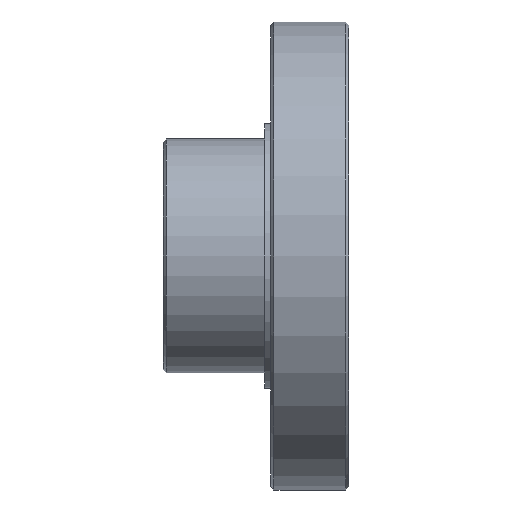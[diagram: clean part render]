
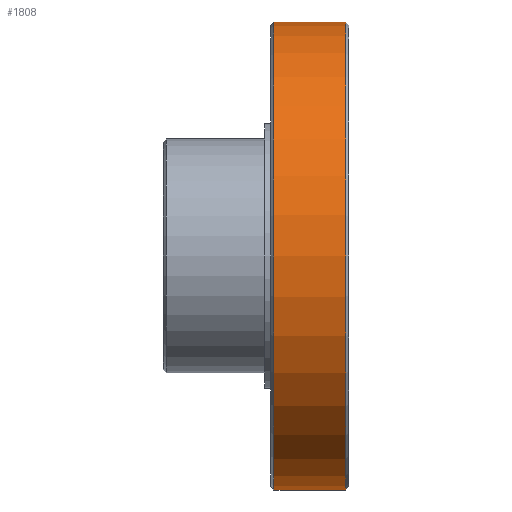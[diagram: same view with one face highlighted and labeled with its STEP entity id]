
A CAD part, left-side view. The second image highlights one B-rep face of the part: STEP entity #1808.
In plain terms, the highlighted cylindrical face has radius 15 mm (diameter 30 mm), a partial arc.
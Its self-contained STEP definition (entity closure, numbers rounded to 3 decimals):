
#6 = VECTOR ( 'NONE', #1310, 1000. ) ;
#114 = CIRCLE ( 'NONE', #1401, 15. ) ;
#163 = DIRECTION ( 'NONE',  ( 0., 0., -1. ) ) ;
#170 = EDGE_CURVE ( 'NONE', #1814, #997, #114, .T. ) ;
#183 = CARTESIAN_POINT ( 'NONE',  ( 0., 0.2, -15. ) ) ;
#202 = ORIENTED_EDGE ( 'NONE', *, *, #465, .T. ) ;
#259 = EDGE_LOOP ( 'NONE', ( #365, #603, #202, #1380 ) ) ;
#365 = ORIENTED_EDGE ( 'NONE', *, *, #902, .F. ) ;
#395 = EDGE_CURVE ( 'NONE', #1256, #1869, #1098, .T. ) ;
#465 = EDGE_CURVE ( 'NONE', #1869, #1814, #737, .T. ) ;
#490 = CARTESIAN_POINT ( 'NONE',  ( 0., 3.4, 0. ) ) ;
#543 = CARTESIAN_POINT ( 'NONE',  ( 0., 0.2, 0. ) ) ;
#567 = CARTESIAN_POINT ( 'NONE',  ( 0., 4.8, 0. ) ) ;
#585 = CARTESIAN_POINT ( 'NONE',  ( 0., 3.4, -15. ) ) ;
#603 = ORIENTED_EDGE ( 'NONE', *, *, #395, .T. ) ;
#664 = CARTESIAN_POINT ( 'NONE',  ( 0., 4.8, -15. ) ) ;
#737 = LINE ( 'NONE', #585, #6 ) ;
#809 = DIRECTION ( 'NONE',  ( 0., -1., 0. ) ) ;
#902 = EDGE_CURVE ( 'NONE', #1256, #997, #1318, .T. ) ;
#906 = CARTESIAN_POINT ( 'NONE',  ( 0., 0.2, 15. ) ) ;
#997 = VERTEX_POINT ( 'NONE', #906 ) ;
#1025 = CARTESIAN_POINT ( 'NONE',  ( 0., 3.4, 15. ) ) ;
#1098 = CIRCLE ( 'NONE', #1750, 15. ) ;
#1150 = DIRECTION ( 'NONE',  ( 0., 0., 1. ) ) ;
#1256 = VERTEX_POINT ( 'NONE', #1915 ) ;
#1310 = DIRECTION ( 'NONE',  ( 0., -1., 0. ) ) ;
#1318 = LINE ( 'NONE', #1025, #1404 ) ;
#1380 = ORIENTED_EDGE ( 'NONE', *, *, #170, .T. ) ;
#1401 = AXIS2_PLACEMENT_3D ( 'NONE', #543, #1590, #1579 ) ;
#1404 = VECTOR ( 'NONE', #1436, 1000. ) ;
#1436 = DIRECTION ( 'NONE',  ( 0., -1., 0. ) ) ;
#1513 = FACE_OUTER_BOUND ( 'NONE', #259, .T. ) ;
#1579 = DIRECTION ( 'NONE',  ( 0., 0., 1. ) ) ;
#1581 = DIRECTION ( 'NONE',  ( 0., -1., 0. ) ) ;
#1590 = DIRECTION ( 'NONE',  ( 0., 1., 0. ) ) ;
#1662 = AXIS2_PLACEMENT_3D ( 'NONE', #490, #809, #163 ) ;
#1700 = CYLINDRICAL_SURFACE ( 'NONE', #1662, 15. ) ;
#1750 = AXIS2_PLACEMENT_3D ( 'NONE', #567, #1581, #1150 ) ;
#1808 = ADVANCED_FACE ( 'NONE', ( #1513 ), #1700, .T. ) ;
#1814 = VERTEX_POINT ( 'NONE', #183 ) ;
#1869 = VERTEX_POINT ( 'NONE', #664 ) ;
#1915 = CARTESIAN_POINT ( 'NONE',  ( 0., 4.8, 15. ) ) ;
